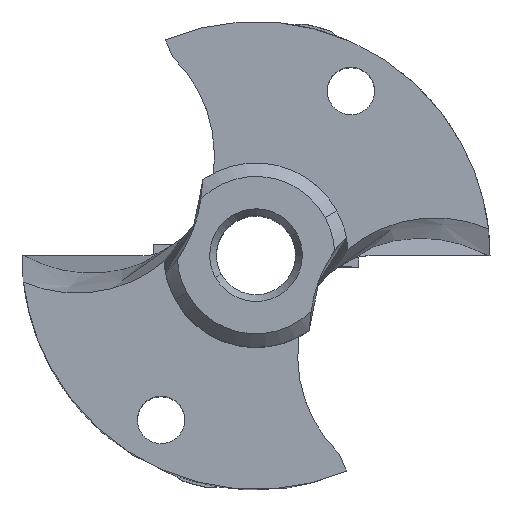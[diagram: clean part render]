
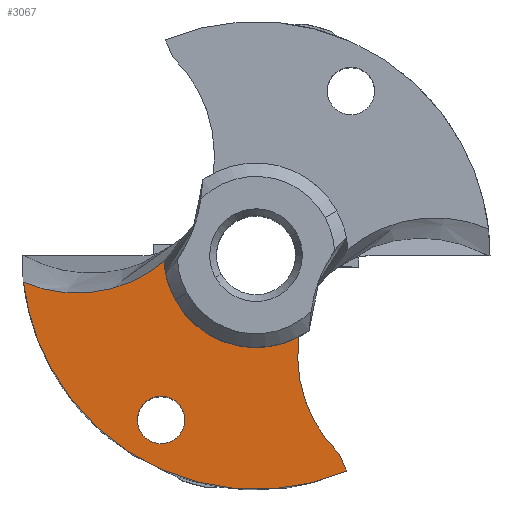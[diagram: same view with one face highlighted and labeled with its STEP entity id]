
A CAD part, top view. The second image highlights one B-rep face of the part: STEP entity #3067.
In plain terms, the highlighted planar face has unit normal (0, 0, 1).
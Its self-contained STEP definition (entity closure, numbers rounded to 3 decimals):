
#281=AXIS2_PLACEMENT_3D('Circle Axis2P3D',#279,#280,$) ;
#704=AXIS2_PLACEMENT_3D('Circle Axis2P3D',#702,#703,$) ;
#723=AXIS2_PLACEMENT_3D('Circle Axis2P3D',#721,#722,$) ;
#966=AXIS2_PLACEMENT_3D('Circle Axis2P3D',#964,#965,$) ;
#1172=AXIS2_PLACEMENT_3D('Circle Axis2P3D',#1170,#1171,$) ;
#1266=AXIS2_PLACEMENT_3D('Plane Axis2P3D',#1263,#1264,#1265) ;
#3051=AXIS2_PLACEMENT_3D('Circle Axis2P3D',#3049,#3050,$) ;
#276=CARTESIAN_POINT('Vertex',(-15.138,-8.27,0.)) ;
#279=CARTESIAN_POINT('Axis2P3D Location',(0.,0.,0.)) ;
#283=CARTESIAN_POINT('Vertex',(-17.138,-1.965,0.)) ;
#452=CARTESIAN_POINT('Vertex',(6.087,-14.576,0.)) ;
#456=CARTESIAN_POINT('Control Point',(6.087,-14.576,0.)) ;
#457=CARTESIAN_POINT('Control Point',(6.21,-14.84,0.)) ;
#458=CARTESIAN_POINT('Control Point',(6.333,-15.103,0.)) ;
#459=CARTESIAN_POINT('Control Point',(6.456,-15.367,0.)) ;
#460=CARTESIAN_POINT('Control Point',(6.579,-15.631,0.)) ;
#461=CARTESIAN_POINT('Control Point',(6.702,-15.895,0.)) ;
#462=CARTESIAN_POINT('Vertex',(6.702,-15.895,0.)) ;
#699=CARTESIAN_POINT('Vertex',(-7.,-10.374,0.)) ;
#702=CARTESIAN_POINT('Axis2P3D Location',(-7.,-12.124,0.)) ;
#706=CARTESIAN_POINT('Vertex',(-7.,-13.874,0.)) ;
#721=CARTESIAN_POINT('Axis2P3D Location',(-7.,-12.124,0.)) ;
#833=CARTESIAN_POINT('Vertex',(3.17,-6.016,0.)) ;
#837=CARTESIAN_POINT('Control Point',(6.087,-14.576,0.)) ;
#838=CARTESIAN_POINT('Control Point',(4.773,-13.295,0.)) ;
#839=CARTESIAN_POINT('Control Point',(3.714,-11.671,0.)) ;
#840=CARTESIAN_POINT('Control Point',(3.075,-9.784,0.)) ;
#841=CARTESIAN_POINT('Control Point',(2.918,-7.849,0.)) ;
#842=CARTESIAN_POINT('Control Point',(3.17,-6.016,0.)) ;
#961=CARTESIAN_POINT('Vertex',(-5.968,-3.26,0.)) ;
#964=CARTESIAN_POINT('Axis2P3D Location',(0.,0.,0.)) ;
#1170=CARTESIAN_POINT('Axis2P3D Location',(0.,0.,0.)) ;
#1174=CARTESIAN_POINT('Vertex',(-6.784,-0.467,0.)) ;
#1263=CARTESIAN_POINT('Axis2P3D Location',(17.25,0.,0.)) ;
#2992=CARTESIAN_POINT('Control Point',(-17.138,-1.965,0.)) ;
#2993=CARTESIAN_POINT('Control Point',(-15.202,-2.803,0.)) ;
#2994=CARTESIAN_POINT('Control Point',(-12.948,-3.171,0.)) ;
#2995=CARTESIAN_POINT('Control Point',(-10.568,-2.839,0.)) ;
#2996=CARTESIAN_POINT('Control Point',(-8.467,-1.856,0.)) ;
#2997=CARTESIAN_POINT('Control Point',(-6.784,-0.467,0.)) ;
#3049=CARTESIAN_POINT('Axis2P3D Location',(0.,0.,0.)) ;
#280=DIRECTION('Axis2P3D Direction',(0.,0.,1.)) ;
#703=DIRECTION('Axis2P3D Direction',(-0.,0.,-1.)) ;
#722=DIRECTION('Axis2P3D Direction',(-0.,0.,-1.)) ;
#965=DIRECTION('Axis2P3D Direction',(0.,0.,1.)) ;
#1171=DIRECTION('Axis2P3D Direction',(0.,0.,1.)) ;
#1264=DIRECTION('Axis2P3D Direction',(0.,0.,1.)) ;
#1265=DIRECTION('Axis2P3D XDirection',(1.,0.,0.)) ;
#3050=DIRECTION('Axis2P3D Direction',(0.,0.,1.)) ;
#3055=ORIENTED_EDGE('',*,*,#843,.T.) ;
#3056=ORIENTED_EDGE('',*,*,#968,.F.) ;
#3057=ORIENTED_EDGE('',*,*,#1176,.F.) ;
#3058=ORIENTED_EDGE('',*,*,#2998,.F.) ;
#3059=ORIENTED_EDGE('',*,*,#285,.T.) ;
#3060=ORIENTED_EDGE('',*,*,#3053,.T.) ;
#3061=ORIENTED_EDGE('',*,*,#464,.F.) ;
#3064=ORIENTED_EDGE('',*,*,#708,.T.) ;
#3065=ORIENTED_EDGE('',*,*,#725,.T.) ;
#3066=FACE_BOUND('',#3063,.T.) ;
#3067=ADVANCED_FACE('NOCUT',(#3062,#3066),#1267,.T.) ;
#455=B_SPLINE_CURVE_WITH_KNOTS('',5,(#456,#457,#458,#459,#460,#461),.UNSPECIFIED.,.F.,.U.,(6,6),(1.425,2.881),.UNSPECIFIED.) ;
#836=B_SPLINE_CURVE_WITH_KNOTS('',5,(#837,#838,#839,#840,#841,#842),.UNSPECIFIED.,.F.,.U.,(6,6),(3.567,16.709),.UNSPECIFIED.) ;
#2991=B_SPLINE_CURVE_WITH_KNOTS('',5,(#2992,#2993,#2994,#2995,#2996,#2997),.UNSPECIFIED.,.F.,.U.,(6,6),(0.181,15.682),.UNSPECIFIED.) ;
#282=CIRCLE('generated circle',#281,17.25) ;
#705=CIRCLE('generated circle',#704,1.75) ;
#724=CIRCLE('generated circle',#723,1.75) ;
#967=CIRCLE('generated circle',#966,6.8) ;
#1173=CIRCLE('generated circle',#1172,6.8) ;
#3052=CIRCLE('generated circle',#3051,17.25) ;
#285=EDGE_CURVE('',#284,#277,#282,.T.) ;
#464=EDGE_CURVE('',#453,#463,#455,.T.) ;
#708=EDGE_CURVE('',#707,#700,#705,.T.) ;
#725=EDGE_CURVE('',#700,#707,#724,.T.) ;
#843=EDGE_CURVE('',#453,#834,#836,.T.) ;
#968=EDGE_CURVE('',#962,#834,#967,.T.) ;
#1176=EDGE_CURVE('',#1175,#962,#1173,.T.) ;
#2998=EDGE_CURVE('',#284,#1175,#2991,.T.) ;
#3053=EDGE_CURVE('',#277,#463,#3052,.T.) ;
#3054=EDGE_LOOP('',(#3055,#3056,#3057,#3058,#3059,#3060,#3061)) ;
#3063=EDGE_LOOP('',(#3064,#3065)) ;
#3062=FACE_OUTER_BOUND('',#3054,.T.) ;
#1267=PLANE('',#1266) ;
#277=VERTEX_POINT('',#276) ;
#284=VERTEX_POINT('',#283) ;
#453=VERTEX_POINT('',#452) ;
#463=VERTEX_POINT('',#462) ;
#700=VERTEX_POINT('',#699) ;
#707=VERTEX_POINT('',#706) ;
#834=VERTEX_POINT('',#833) ;
#962=VERTEX_POINT('',#961) ;
#1175=VERTEX_POINT('',#1174) ;
